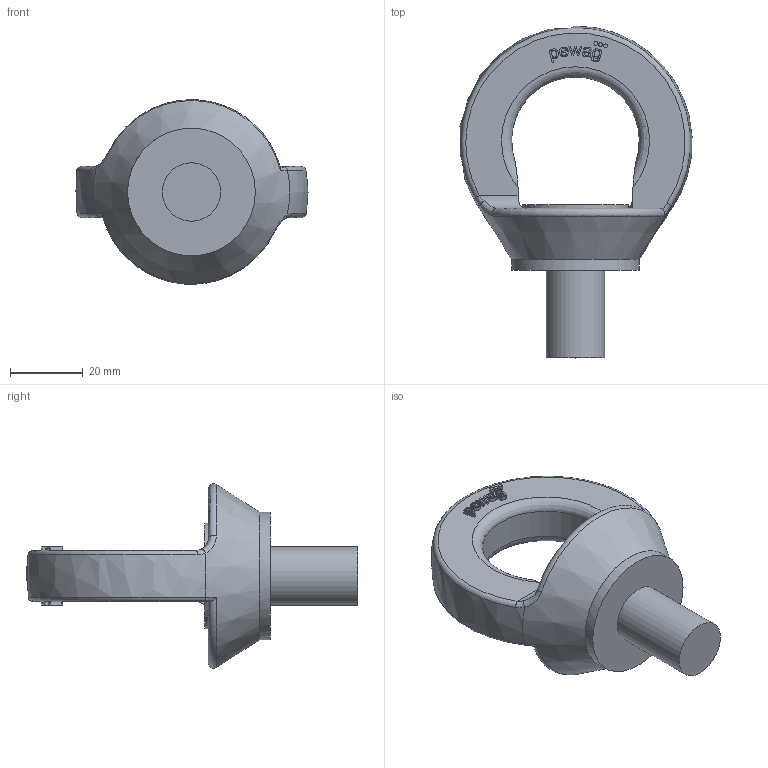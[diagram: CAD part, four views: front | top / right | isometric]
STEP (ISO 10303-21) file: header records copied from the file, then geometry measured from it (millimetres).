
FILE_DESCRIPTION(/* description */ (''),/* implementation_level */ '2;1');
FILE_NAME(/* name */ 'PLGWI_1_t.stp',/* time_stamp */ '2019-09-25T15:55:26+02:00',/* author */ (''),/* organization */ (''),/* preprocessor_version */ 'ST-DEVELOPER v16',/* originating_system */ 'SIEMENS PLM Software NX 11.0',/* authorisation */ '');
FILE_SCHEMA (('AUTOMOTIVE_DESIGN { 1 0 10303 214 3 1 1 1 }'));
Length unit declared in the file: millimetre
Products named in the file (1): mum099C474Fdj78
Bounding box: 63.62 x 91 x 50.6 mm (x, y, z)
Volume: 48920.2 mm3; surface area: 14279 mm2
Topology: 1 solids, 1 shells, 172 faces, 437 edges, 291 vertices
Faces by surface type: plane 89, extrusion 56, cylinder 13, torus 6, bspline 6, cone 1, sphere 1
Full cylindrical faces by diameter (mm): 1.05 x6, 16 x1, 29 x1, 34.486 x1, 35 x1
Entity records: 6386 total; most frequent: CARTESIAN_POINT 2663, ORIENTED_EDGE 826, DIRECTION 548, EDGE_CURVE 413, VERTEX_POINT 279, B_SPLINE_CURVE_WITH_KNOTS 242, VECTOR 240, EDGE_LOOP 210
